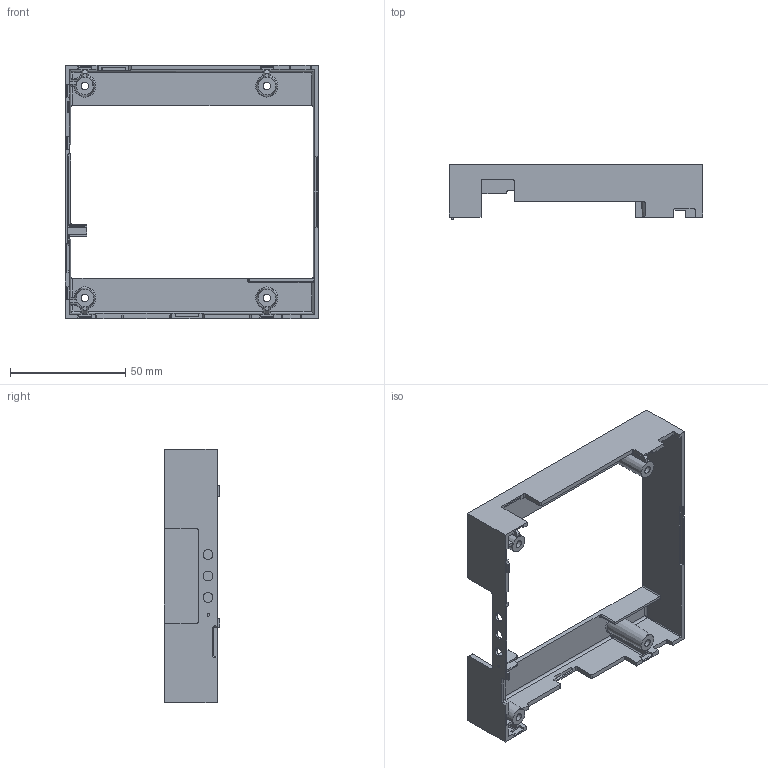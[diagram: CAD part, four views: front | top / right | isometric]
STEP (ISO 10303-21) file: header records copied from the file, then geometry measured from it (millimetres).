
FILE_DESCRIPTION(/* description */ (''),/* implementation_level */ '2;1');
FILE_NAME(/* name */ 'FOOT_CONCORD.stp',/* time_stamp */ '2023-11-01T20:45:55+03:00',/* author */ (''),/* organization */ (''),/* preprocessor_version */ 'ST-DEVELOPER v16.7',/* originating_system */ 'SIEMENS PLM Software NX 12.0',/* authorisation */ '');
FILE_SCHEMA (('AUTOMOTIVE_DESIGN { 1 0 10303 214 3 1 1 1 }'));
Length unit declared in the file: millimetre
Products named in the file (1): FOOT_CONCORD
Bounding box: 110 x 24.1 x 110 mm (x, y, z)
Volume: 24501.5 mm3; surface area: 28688.9 mm2
Topology: 1 solids, 1 shells, 325 faces, 904 edges, 585 vertices
Faces by surface type: plane 173, cylinder 113, bspline 19, cone 14, torus 6
Entity records: 12924 total; most frequent: CARTESIAN_POINT 4544, ORIENTED_EDGE 1808, DIRECTION 1685, EDGE_CURVE 904, LINE 597, VECTOR 597, VERTEX_POINT 585, AXIS2_PLACEMENT_3D 544
